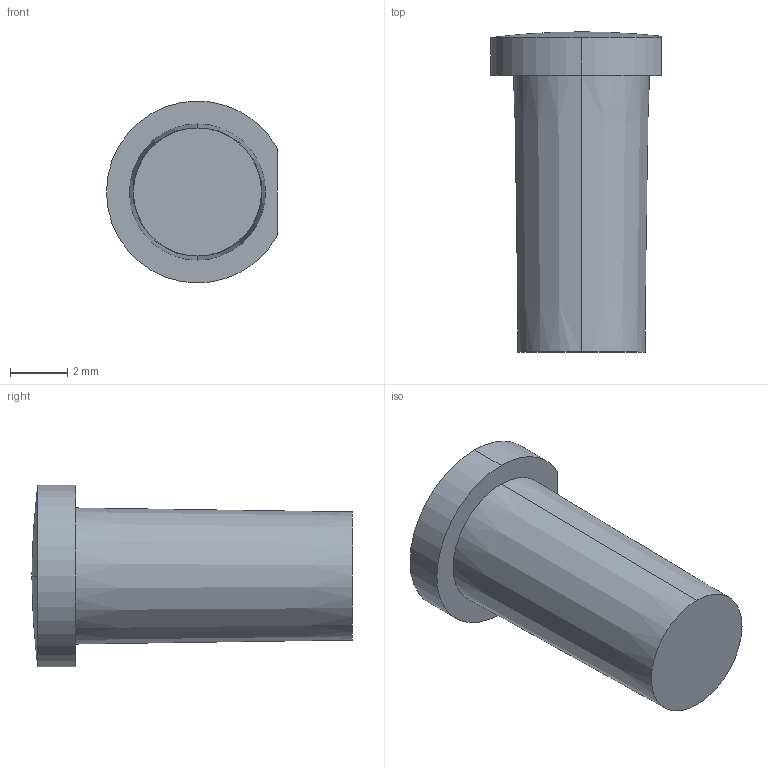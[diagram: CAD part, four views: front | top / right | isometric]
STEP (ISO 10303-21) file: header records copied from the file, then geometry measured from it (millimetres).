
FILE_DESCRIPTION (( 'STEP AP203' ), '1' );
FILE_NAME ('7611D2-S.STEP', '2016-06-29T22:04:50', ( '' ), ( '' ), 'SwSTEP 2.0', 'SolidWorks 2014', '' );
FILE_SCHEMA (( 'CONFIG_CONTROL_DESIGN' ));
Length unit declared in the file: inch
Products named in the file (1): 7611D2-S
Bounding box: 5.97 x 11.18 x 6.35 mm (x, y, z)
Volume: 205.2 mm3; surface area: 226 mm2
Topology: 1 solids, 1 shells, 10 faces, 22 edges, 15 vertices
Faces by surface type: cylinder 3, plane 3, cone 2, sphere 2
Entity records: 368 total; most frequent: DIRECTION 59, CARTESIAN_POINT 48, ORIENTED_EDGE 44, AXIS2_PLACEMENT_3D 26, EDGE_CURVE 22, CIRCLE 15, VERTEX_POINT 15, EDGE_LOOP 11
